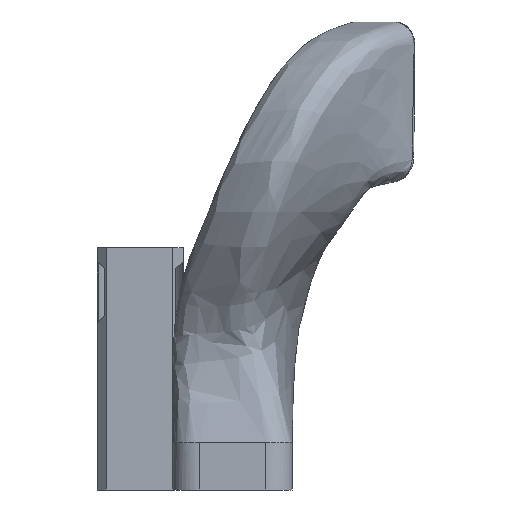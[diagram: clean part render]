
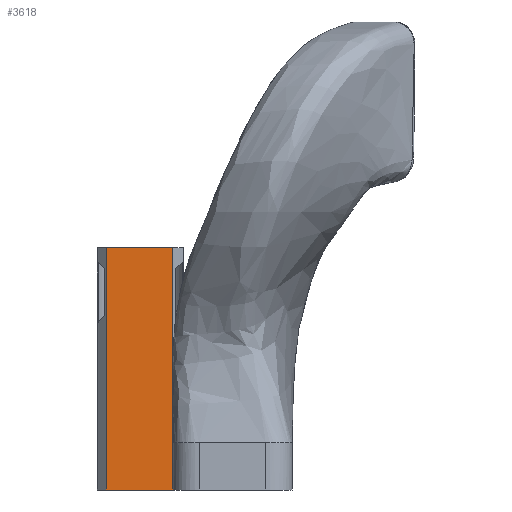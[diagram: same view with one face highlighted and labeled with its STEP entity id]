
A CAD part, left-side view. The second image highlights one B-rep face of the part: STEP entity #3618.
In plain terms, the highlighted planar face has unit normal (-1, 0, 0).
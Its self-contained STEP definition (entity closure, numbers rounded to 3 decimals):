
#87=PLANE('',#3808);
#283=FACE_OUTER_BOUND('',#449,.T.);
#449=EDGE_LOOP('',(#2639,#2640,#2641,#2642,#2643));
#650=LINE('',#10483,#924);
#685=LINE('',#10620,#959);
#686=LINE('',#10622,#960);
#687=LINE('',#10623,#961);
#688=LINE('',#10624,#962);
#924=VECTOR('',#4043,5.3);
#959=VECTOR('',#4114,7.5);
#960=VECTOR('',#4115,27.3);
#961=VECTOR('',#4116,7.5);
#962=VECTOR('',#4117,22.);
#1528=VERTEX_POINT('',#10477);
#1530=VERTEX_POINT('',#10481);
#1561=VERTEX_POINT('',#10618);
#1562=VERTEX_POINT('',#10619);
#1563=VERTEX_POINT('',#10621);
#1957=EDGE_CURVE('',#1530,#1528,#650,.T.);
#1999=EDGE_CURVE('',#1561,#1562,#685,.T.);
#2000=EDGE_CURVE('',#1562,#1563,#686,.T.);
#2001=EDGE_CURVE('',#1528,#1563,#687,.T.);
#2002=EDGE_CURVE('',#1561,#1530,#688,.T.);
#2639=ORIENTED_EDGE('',*,*,#1999,.T.);
#2640=ORIENTED_EDGE('',*,*,#2000,.T.);
#2641=ORIENTED_EDGE('',*,*,#2001,.F.);
#2642=ORIENTED_EDGE('',*,*,#1957,.F.);
#2643=ORIENTED_EDGE('',*,*,#2002,.F.);
#3618=ADVANCED_FACE('',(#283),#87,.T.);
#3808=AXIS2_PLACEMENT_3D('',#10617,#4112,#4113);
#4043=DIRECTION('',(0.,0.,-1.));
#4112=DIRECTION('center_axis',(-1.,0.,0.));
#4113=DIRECTION('ref_axis',(0.,1.,0.));
#4114=DIRECTION('',(0.,1.,0.));
#4115=DIRECTION('',(0.,0.,-1.));
#4116=DIRECTION('',(0.,1.,0.));
#4117=DIRECTION('',(0.,0.,-1.));
#10477=CARTESIAN_POINT('',(-22.,10.7,0.));
#10481=CARTESIAN_POINT('',(-22.,10.7,5.3));
#10483=CARTESIAN_POINT('',(-22.,10.7,5.3));
#10617=CARTESIAN_POINT('Origin',(-22.,14.95,27.3));
#10618=CARTESIAN_POINT('',(-22.,10.7,27.3));
#10619=CARTESIAN_POINT('',(-22.,18.2,27.3));
#10620=CARTESIAN_POINT('',(-22.,10.7,27.3));
#10621=CARTESIAN_POINT('',(-22.,18.2,0.));
#10622=CARTESIAN_POINT('',(-22.,18.2,27.3));
#10623=CARTESIAN_POINT('',(-22.,10.7,0.));
#10624=CARTESIAN_POINT('',(-22.,10.7,27.3));
